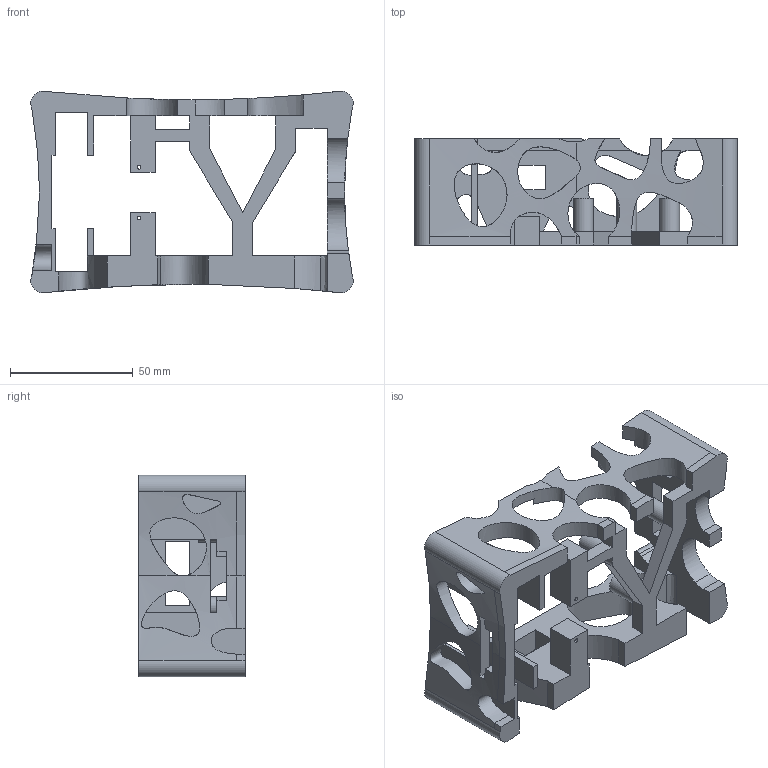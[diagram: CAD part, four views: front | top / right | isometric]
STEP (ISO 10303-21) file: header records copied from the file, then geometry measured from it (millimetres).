
FILE_DESCRIPTION(/* description */ (''),/* implementation_level */ '2;1');
FILE_NAME(/* name */ 'PM-1001b - Voronoi Housing.step',/* time_stamp */ '2020-12-12T10:28:06-05:00',/* author */ (''),/* organization */ (''),/* preprocessor_version */ 'ST-DEVELOPER v18.1',/* originating_system */ 'Autodesk Translation Framework v9.3.0.1241',/* authorisation */ '');
FILE_SCHEMA (('AUTOMOTIVE_DESIGN { 1 0 10303 214 3 1 1 }'));
Length unit declared in the file: millimetre
Products named in the file (1): Housing Vornoi
Bounding box: 131 x 43.25 x 81.99 mm (x, y, z)
Volume: 99692.4 mm3; surface area: 46515.7 mm2
Topology: 1 solids, 1 shells, 231 faces, 707 edges, 461 vertices
Faces by surface type: plane 131, bspline 82, cylinder 18
Full cylindrical faces by diameter (mm): 1.5 x2, 2.75 x7, 8 x3
Entity records: 12655 total; most frequent: CARTESIAN_POINT 7212, ORIENTED_EDGE 1414, DIRECTION 721, EDGE_CURVE 707, VERTEX_POINT 461, LINE 339, VECTOR 339, B_SPLINE_CURVE_WITH_KNOTS 264
